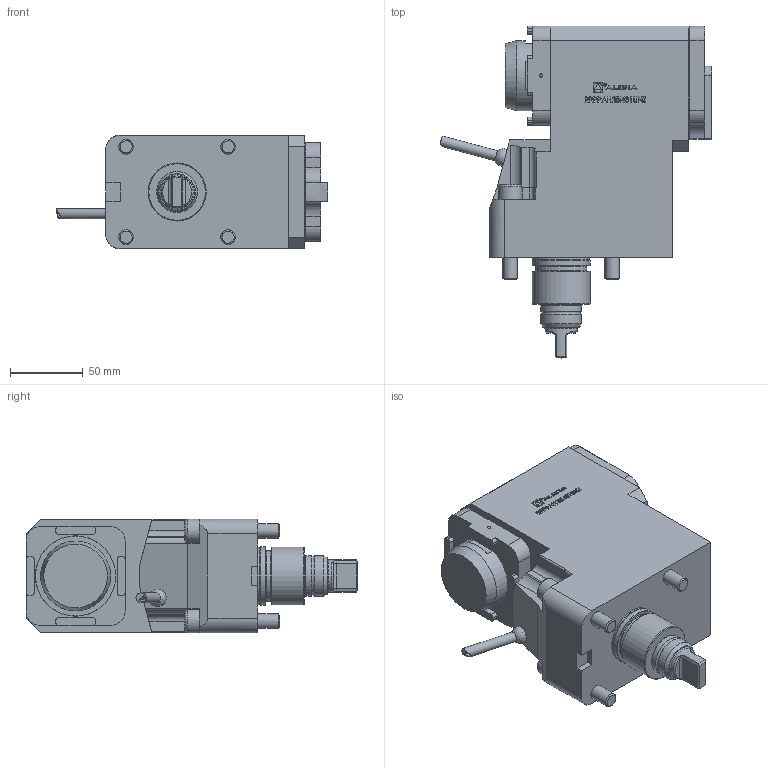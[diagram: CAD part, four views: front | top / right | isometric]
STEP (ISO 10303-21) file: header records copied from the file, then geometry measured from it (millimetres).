
FILE_DESCRIPTION (( 'STEP AP214' ), '1' );
FILE_NAME ('RRPPAH25I431UNZ.STEP', '2025-10-07T07:23:37', ( '' ), ( '' ), 'SwSTEP 2.0', 'SolidWorks 2023', '' );
FILE_SCHEMA (( 'AUTOMOTIVE_DESIGN' ));
Length unit declared in the file: millimetre
Products named in the file (1): RRPPAH25I431UNZ
Bounding box: 186.57 x 227.8 x 78 mm (x, y, z)
Volume: 1515201.3 mm3; surface area: 99309.7 mm2
Topology: 1 solids, 1 shells, 551 faces, 1431 edges, 939 vertices
Faces by surface type: plane 347, cylinder 96, bspline 62, cone 35, torus 10, sphere 1
Full cylindrical faces by diameter (mm): 1.7 x1, 2.1 x1, 4 x1, 6.366 x1, 7 x1, 10 x4, 16 x2, 22 x1, 25 x1, 28 x2, 35.1 x1, 39.5 x1, 39.8 x1, 39.9 x1, 48 x1
Entity records: 23198 total; most frequent: CARTESIAN_POINT 6889, ORIENTED_EDGE 2748, DIRECTION 2407, EDGE_CURVE 1374, VECTOR 973, LINE 973, VERTEX_POINT 925, AXIS2_PLACEMENT_3D 717
